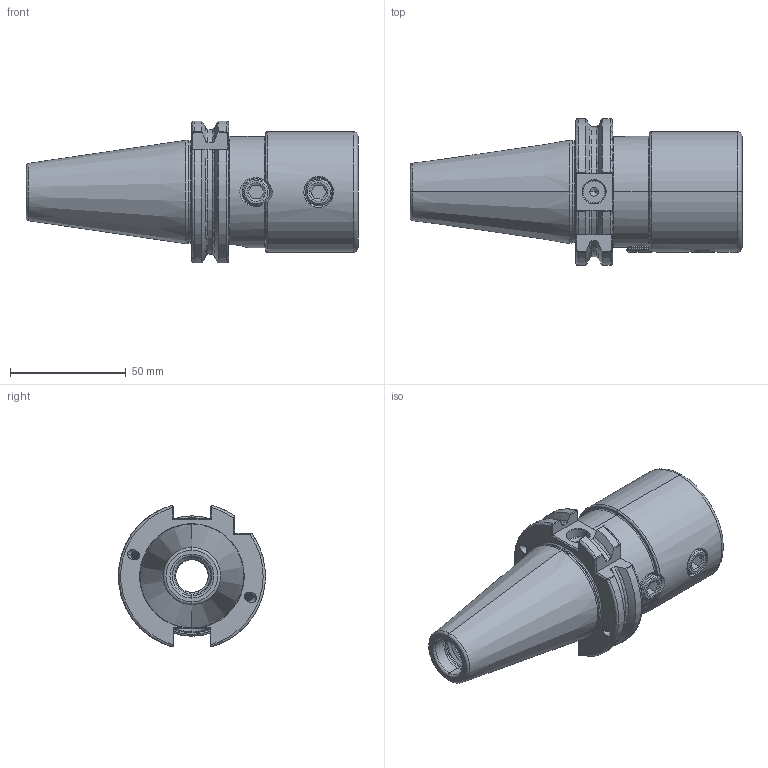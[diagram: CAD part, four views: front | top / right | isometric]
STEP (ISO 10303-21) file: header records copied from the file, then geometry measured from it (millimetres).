
FILE_DESCRIPTION (( 'STEP AP203' ), '1' );
FILE_NAME ('403.51.32.STEP', '2016-11-25T09:10:00', ( '' ), ( '' ), 'SwSTEP 2.0', 'SolidWorks 2012', '' );
FILE_SCHEMA (( 'CONFIG_CONTROL_DESIGN' ));
Length unit declared in the file: millimetre
Products named in the file (3): 403.51.32; 2-01152028C1_P_共用_螺栓_無頭六角平尾_M12xP1x12L___SCM435_102.91.12
Assembly tree (3 placements, depth 2):
  403.51.32
    403.51.32
    2-01152028C1_P_共用_螺栓_無頭六角平尾_M12xP1x12L___SCM435_102.91.12  x2
Bounding box: 143.4 x 63.39 x 61.24 mm (x, y, z)
Volume: 161458.2 mm3; surface area: 40143.5 mm2
Topology: 3 solids, 3 shells, 375 faces, 1037 edges, 665 vertices
Faces by surface type: cylinder 179, plane 69, cone 48, bspline 41, torus 38
Entity records: 32849 total; most frequent: CARTESIAN_POINT 25226, ORIENTED_EDGE 1838, DIRECTION 1202, EDGE_CURVE 919, VERTEX_POINT 593, AXIS2_PLACEMENT_3D 470, EDGE_LOOP 352, FACE_OUTER_BOUND 336
